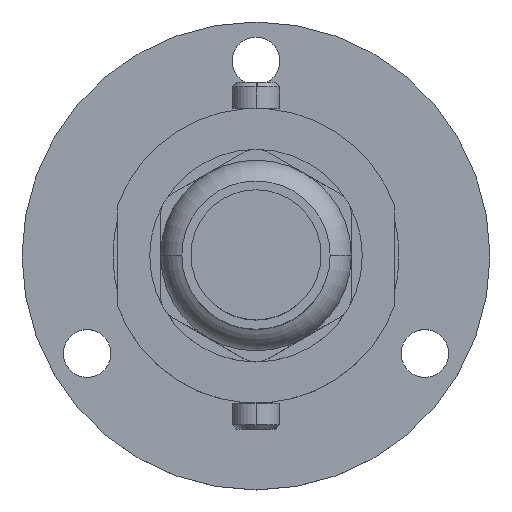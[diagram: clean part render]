
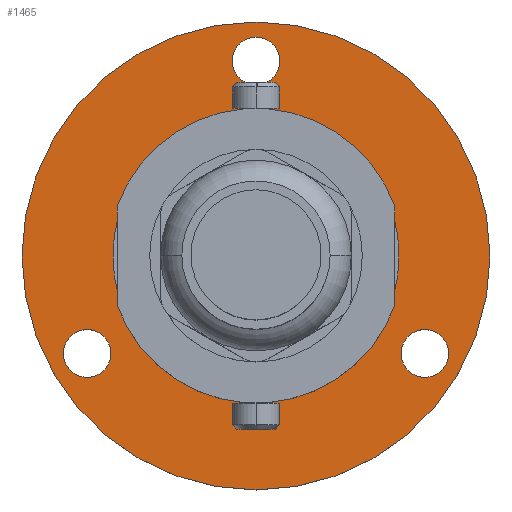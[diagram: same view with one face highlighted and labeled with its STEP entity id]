
A CAD part, top view. The second image highlights one B-rep face of the part: STEP entity #1465.
In plain terms, the highlighted planar face has unit normal (0, 0, 1).
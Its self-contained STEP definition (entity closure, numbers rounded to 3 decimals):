
#20 = EDGE_CURVE ( 'NONE', #953, #343, #1603, .T. ) ;
#54 = CARTESIAN_POINT ( 'NONE',  ( 0., 22.5, -6.999 ) ) ;
#55 = CARTESIAN_POINT ( 'NONE',  ( -2.75, 22.5, -6.999 ) ) ;
#83 = CIRCLE ( 'NONE', #790, 2.75 ) ;
#84 = VERTEX_POINT ( 'NONE', #3225 ) ;
#106 = DIRECTION ( 'NONE',  ( -1., 0., 0. ) ) ;
#143 = AXIS2_PLACEMENT_3D ( 'NONE', #2433, #536, #2766 ) ;
#145 = DIRECTION ( 'NONE',  ( 0., 0., 1. ) ) ;
#215 = ORIENTED_EDGE ( 'NONE', *, *, #3329, .F. ) ;
#239 = FACE_OUTER_BOUND ( 'NONE', #3516, .T. ) ;
#245 = CARTESIAN_POINT ( 'NONE',  ( 22.236, -11.25, -6.999 ) ) ;
#321 = AXIS2_PLACEMENT_3D ( 'NONE', #2590, #683, #2919 ) ;
#343 = VERTEX_POINT ( 'NONE', #373 ) ;
#345 = FACE_BOUND ( 'NONE', #3033, .T. ) ;
#357 = CARTESIAN_POINT ( 'NONE',  ( -19.486, -11.25, -6.999 ) ) ;
#360 = DIRECTION ( 'NONE',  ( 1., 0., 0. ) ) ;
#373 = CARTESIAN_POINT ( 'NONE',  ( 15.931, 0., -6.999 ) ) ;
#397 = DIRECTION ( 'NONE',  ( 0., 0., -1. ) ) ;
#474 = AXIS2_PLACEMENT_3D ( 'NONE', #3198, #1254, #3512 ) ;
#520 = AXIS2_PLACEMENT_3D ( 'NONE', #599, #2839, #911 ) ;
#536 = DIRECTION ( 'NONE',  ( 0., 0., -1. ) ) ;
#553 = EDGE_CURVE ( 'NONE', #2495, #1923, #3797, .T. ) ;
#599 = CARTESIAN_POINT ( 'NONE',  ( 0., 0., -6.999 ) ) ;
#672 = DIRECTION ( 'NONE',  ( 1., 0., 0. ) ) ;
#683 = DIRECTION ( 'NONE',  ( 0., 0., -1. ) ) ;
#699 = PLANE ( 'NONE',  #2620 ) ;
#790 = AXIS2_PLACEMENT_3D ( 'NONE', #1742, #3993, #2083 ) ;
#911 = DIRECTION ( 'NONE',  ( -1., 0., 0. ) ) ;
#925 = CARTESIAN_POINT ( 'NONE',  ( 2.75, 22.5, -6.999 ) ) ;
#953 = VERTEX_POINT ( 'NONE', #1230 ) ;
#990 = AXIS2_PLACEMENT_3D ( 'NONE', #357, #2584, #672 ) ;
#1004 = ORIENTED_EDGE ( 'NONE', *, *, #553, .F. ) ;
#1068 = FACE_BOUND ( 'NONE', #3925, .T. ) ;
#1121 = CARTESIAN_POINT ( 'NONE',  ( -16.736, -11.25, -6.999 ) ) ;
#1201 = EDGE_CURVE ( 'NONE', #84, #3177, #3935, .T. ) ;
#1227 = CIRCLE ( 'NONE', #474, 2.75 ) ;
#1230 = CARTESIAN_POINT ( 'NONE',  ( -15.931, 0., -6.999 ) ) ;
#1254 = DIRECTION ( 'NONE',  ( 0., 0., 1. ) ) ;
#1256 = VERTEX_POINT ( 'NONE', #245 ) ;
#1267 = ORIENTED_EDGE ( 'NONE', *, *, #1760, .F. ) ;
#1320 = CARTESIAN_POINT ( 'NONE',  ( 0., 0., -6.999 ) ) ;
#1345 = VERTEX_POINT ( 'NONE', #925 ) ;
#1346 = AXIS2_PLACEMENT_3D ( 'NONE', #54, #2262, #360 ) ;
#1393 = ORIENTED_EDGE ( 'NONE', *, *, #3815, .T. ) ;
#1407 = CARTESIAN_POINT ( 'NONE',  ( 16.736, -11.25, -6.999 ) ) ;
#1465 = ADVANCED_FACE ( 'NONE', ( #1919, #1068, #345, #239, #3541 ), #699, .F. ) ;
#1530 = EDGE_LOOP ( 'NONE', ( #1393, #3929 ) ) ;
#1603 = CIRCLE ( 'NONE', #3609, 15.931 ) ;
#1608 = DIRECTION ( 'NONE',  ( 0., 0., 1. ) ) ;
#1698 = AXIS2_PLACEMENT_3D ( 'NONE', #2036, #145, #2354 ) ;
#1742 = CARTESIAN_POINT ( 'NONE',  ( 0., 22.5, -6.999 ) ) ;
#1760 = EDGE_CURVE ( 'NONE', #3177, #84, #2426, .T. ) ;
#1919 = FACE_BOUND ( 'NONE', #2526, .T. ) ;
#1923 = VERTEX_POINT ( 'NONE', #1121 ) ;
#1989 = DIRECTION ( 'NONE',  ( 0., 0., -1. ) ) ;
#2036 = CARTESIAN_POINT ( 'NONE',  ( 19.486, -11.25, -6.999 ) ) ;
#2083 = DIRECTION ( 'NONE',  ( 1., 0., 0. ) ) ;
#2262 = DIRECTION ( 'NONE',  ( 0., 0., 1. ) ) ;
#2294 = EDGE_CURVE ( 'NONE', #1345, #2831, #83, .T. ) ;
#2354 = DIRECTION ( 'NONE',  ( 1., 0., 0. ) ) ;
#2426 = CIRCLE ( 'NONE', #321, 27. ) ;
#2433 = CARTESIAN_POINT ( 'NONE',  ( 0., 0., -6.999 ) ) ;
#2444 = CARTESIAN_POINT ( 'NONE',  ( 27., 0., -6.999 ) ) ;
#2495 = VERTEX_POINT ( 'NONE', #3199 ) ;
#2526 = EDGE_LOOP ( 'NONE', ( #215, #1004 ) ) ;
#2539 = EDGE_CURVE ( 'NONE', #2831, #1345, #3957, .T. ) ;
#2584 = DIRECTION ( 'NONE',  ( 0., 0., 1. ) ) ;
#2590 = CARTESIAN_POINT ( 'NONE',  ( 0., 0., -6.999 ) ) ;
#2620 = AXIS2_PLACEMENT_3D ( 'NONE', #1320, #397, #2625 ) ;
#2625 = DIRECTION ( 'NONE',  ( -1., 0., 0. ) ) ;
#2639 = AXIS2_PLACEMENT_3D ( 'NONE', #3547, #1608, #3861 ) ;
#2681 = EDGE_CURVE ( 'NONE', #3629, #1256, #3156, .T. ) ;
#2748 = CIRCLE ( 'NONE', #520, 15.931 ) ;
#2766 = DIRECTION ( 'NONE',  ( -1., 0., 0. ) ) ;
#2796 = EDGE_CURVE ( 'NONE', #1256, #3629, #3612, .T. ) ;
#2831 = VERTEX_POINT ( 'NONE', #55 ) ;
#2839 = DIRECTION ( 'NONE',  ( 0., 0., -1. ) ) ;
#2919 = DIRECTION ( 'NONE',  ( -1., 0., 0. ) ) ;
#3033 = EDGE_LOOP ( 'NONE', ( #3599, #3970 ) ) ;
#3156 = CIRCLE ( 'NONE', #1698, 2.75 ) ;
#3177 = VERTEX_POINT ( 'NONE', #2444 ) ;
#3198 = CARTESIAN_POINT ( 'NONE',  ( -19.486, -11.25, -6.999 ) ) ;
#3199 = CARTESIAN_POINT ( 'NONE',  ( -22.236, -11.25, -6.999 ) ) ;
#3225 = CARTESIAN_POINT ( 'NONE',  ( -27., 0., -6.999 ) ) ;
#3329 = EDGE_CURVE ( 'NONE', #1923, #2495, #1227, .T. ) ;
#3413 = ORIENTED_EDGE ( 'NONE', *, *, #2681, .F. ) ;
#3430 = ORIENTED_EDGE ( 'NONE', *, *, #2796, .F. ) ;
#3512 = DIRECTION ( 'NONE',  ( 1., 0., 0. ) ) ;
#3516 = EDGE_LOOP ( 'NONE', ( #1267, #3677 ) ) ;
#3541 = FACE_BOUND ( 'NONE', #1530, .T. ) ;
#3547 = CARTESIAN_POINT ( 'NONE',  ( 19.486, -11.25, -6.999 ) ) ;
#3599 = ORIENTED_EDGE ( 'NONE', *, *, #2294, .F. ) ;
#3609 = AXIS2_PLACEMENT_3D ( 'NONE', #3916, #1989, #106 ) ;
#3612 = CIRCLE ( 'NONE', #2639, 2.75 ) ;
#3629 = VERTEX_POINT ( 'NONE', #1407 ) ;
#3677 = ORIENTED_EDGE ( 'NONE', *, *, #1201, .F. ) ;
#3797 = CIRCLE ( 'NONE', #990, 2.75 ) ;
#3815 = EDGE_CURVE ( 'NONE', #343, #953, #2748, .T. ) ;
#3861 = DIRECTION ( 'NONE',  ( 1., 0., 0. ) ) ;
#3916 = CARTESIAN_POINT ( 'NONE',  ( 0., 0., -6.999 ) ) ;
#3925 = EDGE_LOOP ( 'NONE', ( #3430, #3413 ) ) ;
#3929 = ORIENTED_EDGE ( 'NONE', *, *, #20, .T. ) ;
#3935 = CIRCLE ( 'NONE', #143, 27. ) ;
#3957 = CIRCLE ( 'NONE', #1346, 2.75 ) ;
#3970 = ORIENTED_EDGE ( 'NONE', *, *, #2539, .F. ) ;
#3993 = DIRECTION ( 'NONE',  ( 0., 0., 1. ) ) ;
